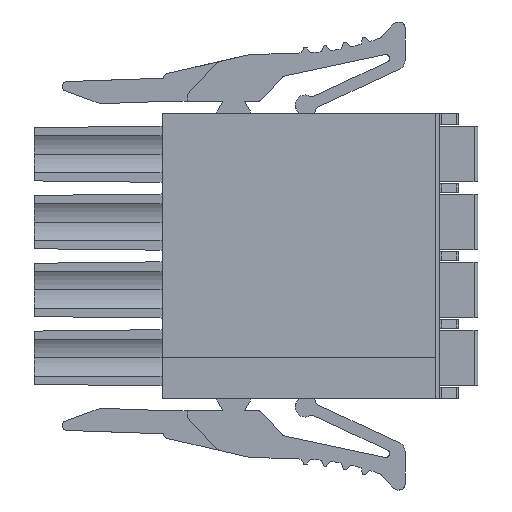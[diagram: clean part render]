
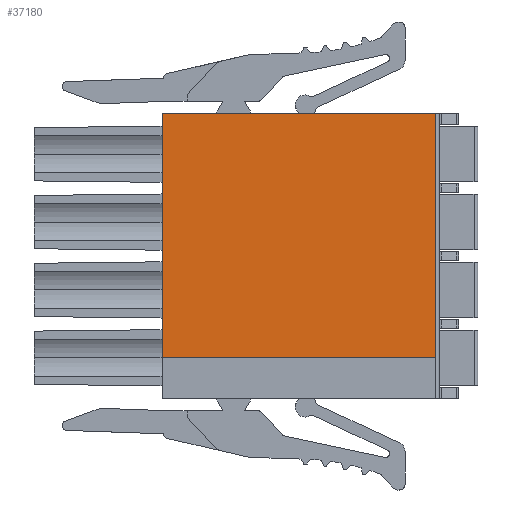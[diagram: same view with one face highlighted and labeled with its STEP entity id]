
A CAD part, front view. The second image highlights one B-rep face of the part: STEP entity #37180.
In plain terms, the highlighted planar face has unit normal (0, -1, 0).
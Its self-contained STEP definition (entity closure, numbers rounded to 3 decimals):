
#11310=CARTESIAN_POINT('',(33.872,39.887,
-21.125));
#11320=VERTEX_POINT('',#11310);
#11350=CARTESIAN_POINT('',(33.872,39.887,
-17.625));
#11360=DIRECTION('',(0.,0.,-1.));
#11370=VECTOR('',#11360,1.);
#11380=LINE('',#11350,#11370);
#11390=CARTESIAN_POINT('',(33.872,39.887,
-8.5));
#11400=VERTEX_POINT('',#11390);
#11410=EDGE_CURVE('',#11400,#11320,#11380,.T.);
#36880=CARTESIAN_POINT('',(21.772,39.887,
19.5));
#36890=DIRECTION('',(0.,-1.,0.));
#36900=DIRECTION('',(-1.,0.,0.));
#36910=AXIS2_PLACEMENT_3D('',#36880,#36890,#36900);
#36920=PLANE('',#36910);
#36930=ORIENTED_EDGE('',*,*,#11410,.F.);
#36940=CARTESIAN_POINT('',(0.,39.887,-21.125));
#36950=DIRECTION('',(-1.,0.,0.));
#36960=VECTOR('',#36950,1.);
#36970=LINE('',#36940,#36960);
#36980=CARTESIAN_POINT('',(19.772,39.887,
-21.125));
#36990=VERTEX_POINT('',#36980);
#37000=EDGE_CURVE('',#11320,#36990,#36970,.T.);
#37010=ORIENTED_EDGE('',*,*,#37000,.F.);
#37020=CARTESIAN_POINT('',(19.772,39.887,0.));
#37030=DIRECTION('',(0.,0.,-1.));
#37040=VECTOR('',#37030,1.);
#37050=LINE('',#37020,#37040);
#37060=CARTESIAN_POINT('',(19.772,39.887,
-8.5));
#37070=VERTEX_POINT('',#37060);
#37080=EDGE_CURVE('',#37070,#36990,#37050,.T.);
#37090=ORIENTED_EDGE('',*,*,#37080,.T.);
#37100=CARTESIAN_POINT('',(0.,39.887,-8.5));
#37110=DIRECTION('',(-1.,0.,0.));
#37120=VECTOR('',#37110,1.);
#37130=LINE('',#37100,#37120);
#37140=EDGE_CURVE('',#11400,#37070,#37130,.T.);
#37150=ORIENTED_EDGE('',*,*,#37140,.T.);
#37160=EDGE_LOOP('',(#37150,#37090,#37010,#36930));
#37170=FACE_OUTER_BOUND('',#37160,.T.);
#37180=ADVANCED_FACE('',(#37170),#36920,.T.);
